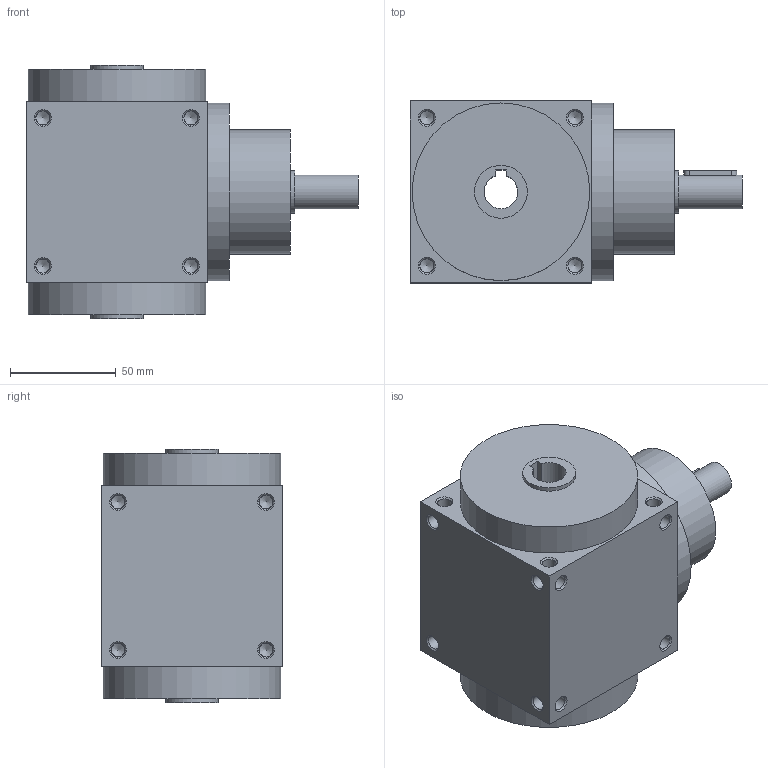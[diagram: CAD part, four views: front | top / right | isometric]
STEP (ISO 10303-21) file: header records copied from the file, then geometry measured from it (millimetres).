
FILE_DESCRIPTION( ( 'STEP AP214' ), ' ' );
FILE_NAME( 'RC86_C2_R.1_1.5.stp', '2017-10-01T13:34:20', ( '' ), ( '' ), ' ', 'PARTsolutions', ' ' );
FILE_SCHEMA( ( 'AUTOMOTIVE_DESIGN { 1 0 10303 214 1 1 1 1 }' ) );
Length unit declared in the file: millimetre
Products named in the file (3): RC86_C2_R.1/1.5; _RC862-case; _RC86-shaft
Assembly tree (2 placements, depth 2):
  RC86_C2_R.1/1.5
    _RC862-case
    _RC86-shaft
Bounding box: 157 x 86 x 120 mm (x, y, z)
Volume: 900579.1 mm3; surface area: 83226.3 mm2
Topology: 2 solids, 2 shells, 137 faces, 425 edges, 269 vertices
Faces by surface type: cylinder 63, cone 50, plane 24
Full cylindrical faces by diameter (mm): 4.917 x1, 6.647 x48, 16 x1, 20 x2, 25 x2, 59 x1, 84 x3
Entity records: 4888 total; most frequent: DIRECTION 712, CARTESIAN_POINT 653, ORIENTED_EDGE 474, AXIS2_PLACEMENT_3D 337, EDGE_LOOP 256, EDGE_CURVE 237, VERTEX_POINT 214, FACE_OUTER_BOUND 195
